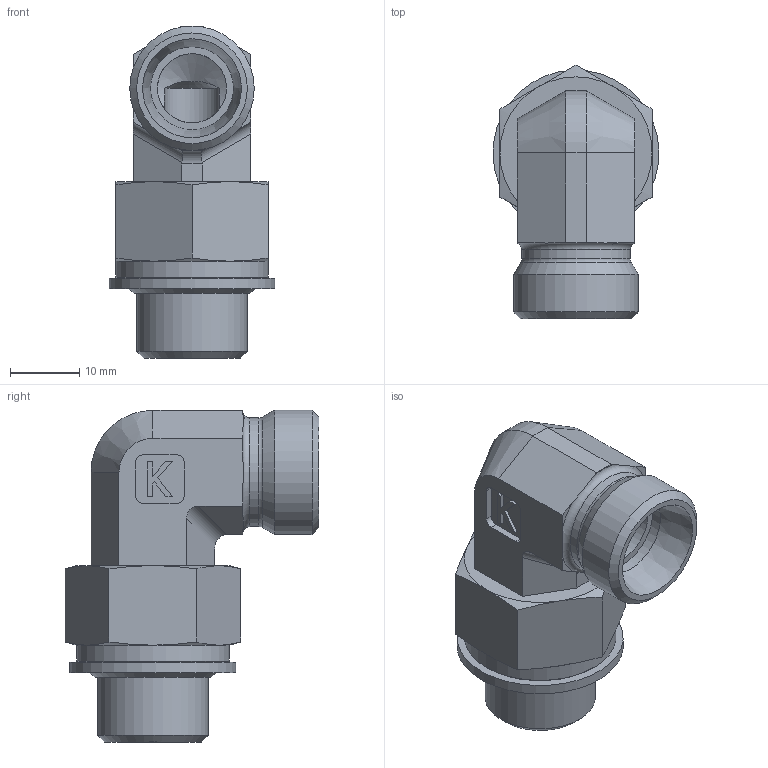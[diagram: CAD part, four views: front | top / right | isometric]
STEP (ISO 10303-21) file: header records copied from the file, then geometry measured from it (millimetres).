
FILE_DESCRIPTION((''),'2;1');
FILE_NAME('6715011618.stp','2015-02-06T14:03:03',(''),('KNOMI spol. s r. o.'),'Autodesk Inventor 2012','Autodesk Inventor 2012','');
FILE_SCHEMA(('AUTOMOTIVE_DESIGN { 1 2 10303 214 0 1 1 1 }'));
Length unit declared in the file: millimetre
Products named in the file (4): ÚPS M16/M18 GM500; 6785121618; 6755016; 7390016
Assembly tree (3 placements, depth 2):
  ÚPS M16/M18 GM500
    6785121618
    6755016
    7390016
Bounding box: 23.98 x 36.7 x 48 mm (x, y, z)
Volume: 13453.3 mm3; surface area: 8511.5 mm2
Topology: 3 solids, 3 shells, 106 faces, 251 edges, 158 vertices
Faces by surface type: plane 55, cone 27, cylinder 22, torus 2
Full cylindrical faces by diameter (mm): 8 x1, 10 x1, 12 x1, 13.41 x1, 14.376 x1, 15.7 x1, 15.999 x1, 16 x2, 16.7 x2, 18 x1, 22 x1, 24 x1
Entity records: 3101 total; most frequent: CARTESIAN_POINT 631, DIRECTION 484, ORIENTED_EDGE 434, EDGE_CURVE 217, AXIS2_PLACEMENT_3D 188, VERTEX_POINT 151, EDGE_LOOP 146, VECTOR 108
